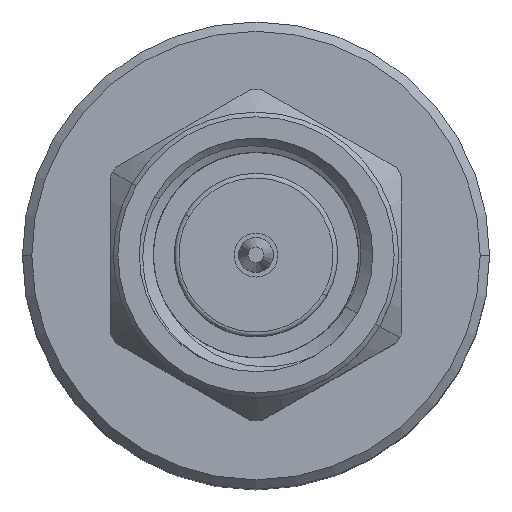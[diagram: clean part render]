
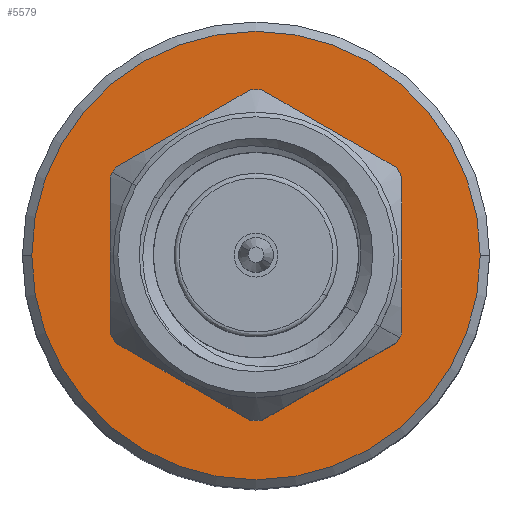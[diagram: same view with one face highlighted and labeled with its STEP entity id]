
A CAD part, top view. The second image highlights one B-rep face of the part: STEP entity #5579.
In plain terms, the highlighted planar face has unit normal (0, 0, 1).
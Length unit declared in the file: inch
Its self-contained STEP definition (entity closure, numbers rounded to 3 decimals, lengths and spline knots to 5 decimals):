
#22 = DIRECTION ( 'NONE',  ( 0., 0., 1. ) ) ;
#53 = CARTESIAN_POINT ( 'NONE',  ( 0., 0., 0.2625 ) ) ;
#258 = EDGE_LOOP ( 'NONE', ( #2293, #1592 ) ) ;
#427 = CARTESIAN_POINT ( 'NONE',  ( 0.24, 0., 0.2625 ) ) ;
#479 = DIRECTION ( 'NONE',  ( 1., 0., 0. ) ) ;
#552 = CARTESIAN_POINT ( 'NONE',  ( 0., 0., 0.2625 ) ) ;
#719 = PLANE ( 'NONE',  #1961 ) ;
#818 = DIRECTION ( 'NONE',  ( 1., 0., 0. ) ) ;
#1199 = DIRECTION ( 'NONE',  ( 0., 0., 1. ) ) ;
#1228 = FACE_BOUND ( 'NONE', #2666, .T. ) ;
#1266 = CARTESIAN_POINT ( 'NONE',  ( 0., 0., 0.2625 ) ) ;
#1423 = EDGE_CURVE ( 'NONE', #3602, #4278, #4293, .T. ) ;
#1592 = ORIENTED_EDGE ( 'NONE', *, *, #5384, .T. ) ;
#1683 = ORIENTED_EDGE ( 'NONE', *, *, #1423, .F. ) ;
#1687 = CARTESIAN_POINT ( 'NONE',  ( 0.125, 0., 0.2625 ) ) ;
#1961 = AXIS2_PLACEMENT_3D ( 'NONE', #1266, #1199, #818 ) ;
#1983 = ORIENTED_EDGE ( 'NONE', *, *, #3682, .F. ) ;
#2258 = EDGE_CURVE ( 'NONE', #2630, #2763, #6199, .T. ) ;
#2293 = ORIENTED_EDGE ( 'NONE', *, *, #2258, .T. ) ;
#2452 = DIRECTION ( 'NONE',  ( 1., 0., 0. ) ) ;
#2519 = DIRECTION ( 'NONE',  ( 0., 0., 1. ) ) ;
#2620 = FACE_OUTER_BOUND ( 'NONE', #258, .T. ) ;
#2630 = VERTEX_POINT ( 'NONE', #6124 ) ;
#2666 = EDGE_LOOP ( 'NONE', ( #1983, #1683 ) ) ;
#2763 = VERTEX_POINT ( 'NONE', #427 ) ;
#3560 = AXIS2_PLACEMENT_3D ( 'NONE', #6191, #5245, #3695 ) ;
#3602 = VERTEX_POINT ( 'NONE', #6128 ) ;
#3677 = AXIS2_PLACEMENT_3D ( 'NONE', #3934, #3963, #2452 ) ;
#3682 = EDGE_CURVE ( 'NONE', #4278, #3602, #4283, .T. ) ;
#3695 = DIRECTION ( 'NONE',  ( 1., 0., 0. ) ) ;
#3787 = AXIS2_PLACEMENT_3D ( 'NONE', #552, #2519, #3939 ) ;
#3934 = CARTESIAN_POINT ( 'NONE',  ( 0., 0., 0.2625 ) ) ;
#3939 = DIRECTION ( 'NONE',  ( 1., 0., 0. ) ) ;
#3963 = DIRECTION ( 'NONE',  ( 0., 0., 1. ) ) ;
#4278 = VERTEX_POINT ( 'NONE', #1687 ) ;
#4283 = CIRCLE ( 'NONE', #3677, 0.125 ) ;
#4293 = CIRCLE ( 'NONE', #3787, 0.125 ) ;
#4882 = AXIS2_PLACEMENT_3D ( 'NONE', #53, #22, #479 ) ;
#5188 = CIRCLE ( 'NONE', #4882, 0.24 ) ;
#5245 = DIRECTION ( 'NONE',  ( 0., 0., 1. ) ) ;
#5384 = EDGE_CURVE ( 'NONE', #2763, #2630, #5188, .T. ) ;
#5579 = ADVANCED_FACE ( 'NONE', ( #2620, #1228 ), #719, .T. ) ;
#6124 = CARTESIAN_POINT ( 'NONE',  ( -0.24, 0., 0.2625 ) ) ;
#6128 = CARTESIAN_POINT ( 'NONE',  ( -0.125, 0., 0.2625 ) ) ;
#6191 = CARTESIAN_POINT ( 'NONE',  ( 0., 0., 0.2625 ) ) ;
#6199 = CIRCLE ( 'NONE', #3560, 0.24 ) ;
